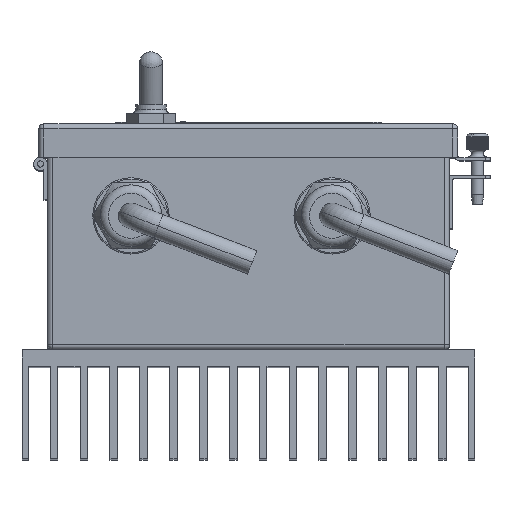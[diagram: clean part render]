
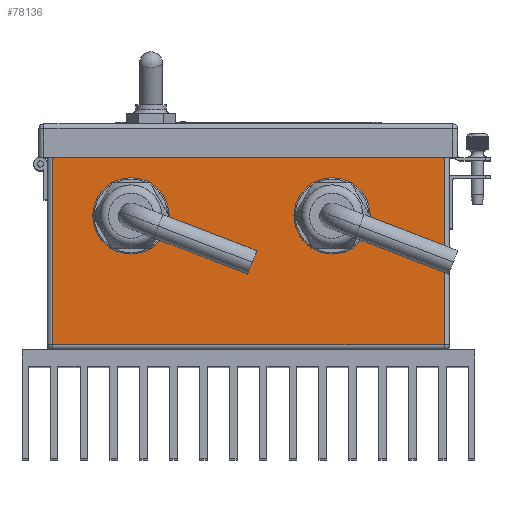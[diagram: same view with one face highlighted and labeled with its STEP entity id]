
A CAD part, top view. The second image highlights one B-rep face of the part: STEP entity #78136.
In plain terms, the highlighted face is planar.
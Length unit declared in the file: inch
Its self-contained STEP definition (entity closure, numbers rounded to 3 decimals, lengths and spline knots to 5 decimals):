
#322 = PLANE ( 'NONE',  #55465 ) ;
#4807 = VERTEX_POINT ( 'NONE', #41047 ) ;
#10134 = VERTEX_POINT ( 'NONE', #76029 ) ;
#10735 = VECTOR ( 'NONE', #21635, 39.37008 ) ;
#15308 = EDGE_CURVE ( 'NONE', #66304, #10134, #19642, .T. ) ;
#18439 = CARTESIAN_POINT ( 'NONE',  ( 4.5, 0.0478, -3. ) ) ;
#19642 = LINE ( 'NONE', #79358, #48340 ) ;
#19802 = VERTEX_POINT ( 'NONE', #72483 ) ;
#19938 = ORIENTED_EDGE ( 'NONE', *, *, #38608, .F. ) ;
#20367 = LINE ( 'NONE', #45500, #36728 ) ;
#20936 = ORIENTED_EDGE ( 'NONE', *, *, #15308, .T. ) ;
#21630 = DIRECTION ( 'NONE',  ( 0., -1., 0. ) ) ;
#21635 = DIRECTION ( 'NONE',  ( 0., 0., -1. ) ) ;
#21957 = LINE ( 'NONE', #47096, #46545 ) ;
#27833 = LINE ( 'NONE', #73145, #10735 ) ;
#30646 = CARTESIAN_POINT ( 'NONE',  ( 4.5, 3.3273, 2.9222 ) ) ;
#32434 = DIRECTION ( 'NONE',  ( -1., 0., 0. ) ) ;
#32836 = DIRECTION ( 'NONE',  ( 0., 0., -1. ) ) ;
#36728 = VECTOR ( 'NONE', #38519, 39.37008 ) ;
#37910 = ORIENTED_EDGE ( 'NONE', *, *, #60788, .T. ) ;
#38519 = DIRECTION ( 'NONE',  ( 0., 1., 0. ) ) ;
#38608 = EDGE_CURVE ( 'NONE', #66304, #4807, #21957, .T. ) ;
#40758 = ORIENTED_EDGE ( 'NONE', *, *, #48192, .T. ) ;
#41047 = CARTESIAN_POINT ( 'NONE',  ( 4.5, 3.3273, -2.9222 ) ) ;
#45500 = CARTESIAN_POINT ( 'NONE',  ( 4.5, 0.0478, -2.9222 ) ) ;
#46545 = VECTOR ( 'NONE', #32836, 39.37008 ) ;
#47096 = CARTESIAN_POINT ( 'NONE',  ( 4.5, 3.3273, -3. ) ) ;
#48192 = EDGE_CURVE ( 'NONE', #19802, #4807, #20367, .T. ) ;
#48340 = VECTOR ( 'NONE', #21630, 39.37008 ) ;
#55465 = AXIS2_PLACEMENT_3D ( 'NONE', #18439, #32434, #58002 ) ;
#58002 = DIRECTION ( 'NONE',  ( 0., 0., 1. ) ) ;
#59322 = EDGE_LOOP ( 'NONE', ( #20936, #37910, #40758, #19938 ) ) ;
#60788 = EDGE_CURVE ( 'NONE', #10134, #19802, #27833, .T. ) ;
#66304 = VERTEX_POINT ( 'NONE', #30646 ) ;
#70361 = FACE_OUTER_BOUND ( 'NONE', #59322, .T. ) ;
#72483 = CARTESIAN_POINT ( 'NONE',  ( 4.5, 0.0778, -2.9222 ) ) ;
#73145 = CARTESIAN_POINT ( 'NONE',  ( 4.5, 0.0778, -3. ) ) ;
#76029 = CARTESIAN_POINT ( 'NONE',  ( 4.5, 0.0778, 2.9222 ) ) ;
#78136 = ADVANCED_FACE ( 'NONE', ( #70361 ), #322, .F. ) ;
#79358 = CARTESIAN_POINT ( 'NONE',  ( 4.5, 0.0478, 2.9222 ) ) ;
